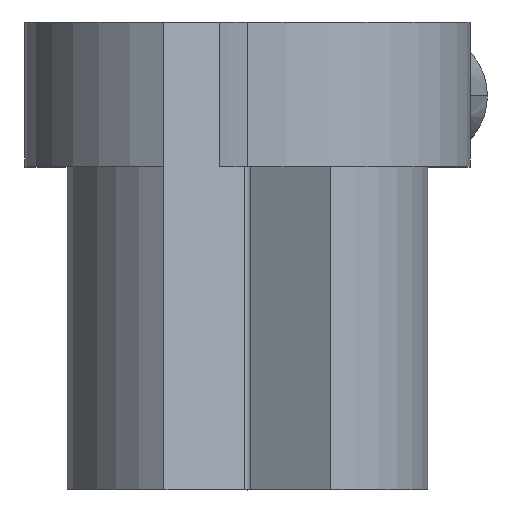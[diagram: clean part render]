
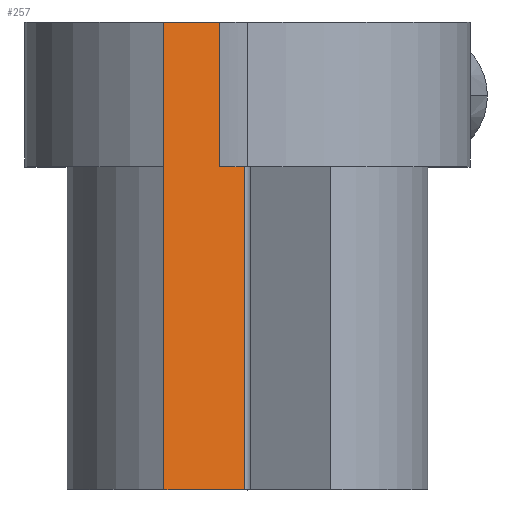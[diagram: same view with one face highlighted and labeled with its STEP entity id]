
A CAD part, top view. The second image highlights one B-rep face of the part: STEP entity #257.
In plain terms, the highlighted planar face has unit normal (0.5, 0, 0.866).
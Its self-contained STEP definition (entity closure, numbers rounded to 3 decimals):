
#237 = VERTEX_POINT ( 'NONE', #862 ) ;
#257 = ADVANCED_FACE ( 'NONE', ( #813 ), #812, .F. ) ;
#377 = VERTEX_POINT ( 'NONE', #1015 ) ;
#379 = EDGE_CURVE ( 'NONE', #377, #237, #1014, .T. ) ;
#432 = EDGE_LOOP ( 'NONE', ( #433, #434, #436, #437 ) ) ;
#433 = ORIENTED_EDGE ( 'NONE', *, *, #470, .F. ) ;
#434 = ORIENTED_EDGE ( 'NONE', *, *, #435, .T. ) ;
#435 = EDGE_CURVE ( 'NONE', #475, #237, #1296, .T. ) ;
#436 = ORIENTED_EDGE ( 'NONE', *, *, #379, .F. ) ;
#437 = ORIENTED_EDGE ( 'NONE', *, *, #438, .T. ) ;
#438 = EDGE_CURVE ( 'NONE', #377, #471, #1288, .T. ) ;
#470 = EDGE_CURVE ( 'NONE', #475, #471, #1189, .T. ) ;
#471 = VERTEX_POINT ( 'NONE', #1272 ) ;
#475 = VERTEX_POINT ( 'NONE', #1262 ) ;
#808 = DIRECTION ( 'NONE',  ( -0.866, 0., 0.5 ) ) ;
#809 = DIRECTION ( 'NONE',  ( -0.5, 0., -0.866 ) ) ;
#810 = CARTESIAN_POINT ( 'NONE',  ( -12., 42., -6.928 ) ) ;
#811 = AXIS2_PLACEMENT_3D ( 'NONE', #810, #809, #808 ) ;
#812 = PLANE ( 'NONE',  #811 ) ;
#813 = FACE_OUTER_BOUND ( 'NONE', #432, .T. ) ;
#862 = CARTESIAN_POINT ( 'NONE',  ( -0.25, 42., -13.712 ) ) ;
#1011 = DIRECTION ( 'NONE',  ( 0.866, 0., -0.5 ) ) ;
#1012 = VECTOR ( 'NONE', #1011, 1000. ) ;
#1013 = CARTESIAN_POINT ( 'NONE',  ( -12., 42., -6.928 ) ) ;
#1014 = LINE ( 'NONE', #1013, #1012 ) ;
#1015 = CARTESIAN_POINT ( 'NONE',  ( -11.75, 42., -7.073 ) ) ;
#1186 = DIRECTION ( 'NONE',  ( -0.866, 0., 0.5 ) ) ;
#1187 = VECTOR ( 'NONE', #1186, 1000. ) ;
#1188 = CARTESIAN_POINT ( 'NONE',  ( -6., 0., -10.392 ) ) ;
#1189 = LINE ( 'NONE', #1188, #1187 ) ;
#1262 = CARTESIAN_POINT ( 'NONE',  ( -0.25, 0., -13.712 ) ) ;
#1272 = CARTESIAN_POINT ( 'NONE',  ( -11.75, 0., -7.073 ) ) ;
#1285 = DIRECTION ( 'NONE',  ( 0., -1., 0. ) ) ;
#1286 = VECTOR ( 'NONE', #1285, 1000. ) ;
#1287 = CARTESIAN_POINT ( 'NONE',  ( -11.75, 0., -7.073 ) ) ;
#1288 = LINE ( 'NONE', #1287, #1286 ) ;
#1289 = DIRECTION ( 'NONE',  ( 0., 1., 0. ) ) ;
#1290 = VECTOR ( 'NONE', #1289, 1000. ) ;
#1291 = CARTESIAN_POINT ( 'NONE',  ( -0.25, 42., -13.712 ) ) ;
#1296 = LINE ( 'NONE', #1291, #1290 ) ;
